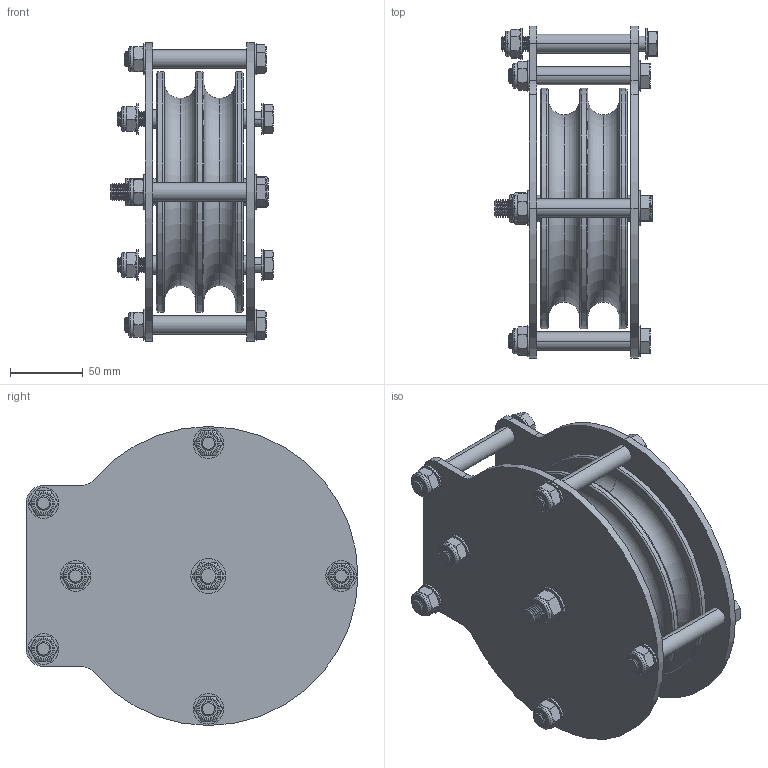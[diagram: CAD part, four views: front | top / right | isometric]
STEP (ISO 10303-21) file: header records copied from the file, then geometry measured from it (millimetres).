
FILE_DESCRIPTION (( 'STEP AP203' ), '1' );
FILE_NAME ('T42942.STEP', '2018-07-26T14:31:07', ( '' ), ( '' ), 'SwSTEP 2.0', 'SolidWorks 2016', '' );
FILE_SCHEMA (( 'CONFIG_CONTROL_DESIGN' ));
Length unit declared in the file: millimetre
Products named in the file (19): S2610-4; S1930; T42942_LABEL; SW3dPS-nyloc nut, st stl a2 iso_M12 NYLOC; TH767; S2610-2; TH802; S2610-5; SW3dPS-nyloc nut, st stl a2 iso_M10 NYLOC; TH785; B Washer_Bright washer BS 4320 - M10 (Form B); S2610-3; B Washer_Bright washer BS 4320 - M12 (Form B); S2610-1; Hex Bolt_ISO 4016 - M10 x 100 x 26-WS; S2610; T42942; Hex Bolt_ISO 4016 - M12 x 100 x 30-WS; Hex Bolt_ISO 4016 - M10 x 90 x 26-WS
Assembly tree (55 placements, depth 3):
  T42942
    TH785
    S2610  x2
      S2610-1
      S2610-2
      S2610-3
      S2610-4
      S2610-5
    S1930  x2
    TH767  x2
    TH802  x6
    B Washer_Bright washer BS 4320 - M10 (Form B)  x12
    SW3dPS-nyloc nut, st stl a2 iso_M10 NYLOC  x6
    Hex Bolt_ISO 4016 - M10 x 100 x 26-WS  x2
    Hex Bolt_ISO 4016 - M10 x 90 x 26-WS  x4
    B Washer_Bright washer BS 4320 - M12 (Form B)  x2
    SW3dPS-nyloc nut, st stl a2 iso_M12 NYLOC
    Hex Bolt_ISO 4016 - M12 x 100 x 30-WS
    T42942_LABEL
Bounding box: 111.5 x 227.5 x 205 mm (x, y, z)
Volume: 1394188.2 mm3; surface area: 349600.4 mm2
Topology: 66 solids, 66 shells, 2638 faces, 6670 edges, 4266 vertices
Faces by surface type: plane 938, cone 664, cylinder 534, bspline 378, torus 88, sphere 36
Entity records: 71871 total; most frequent: CARTESIAN_POINT 28416, ORIENTED_EDGE 8912, DIRECTION 7404, EDGE_CURVE 4456, VERTEX_POINT 2892, VECTOR 2644, LINE 2644, AXIS2_PLACEMENT_3D 2380
